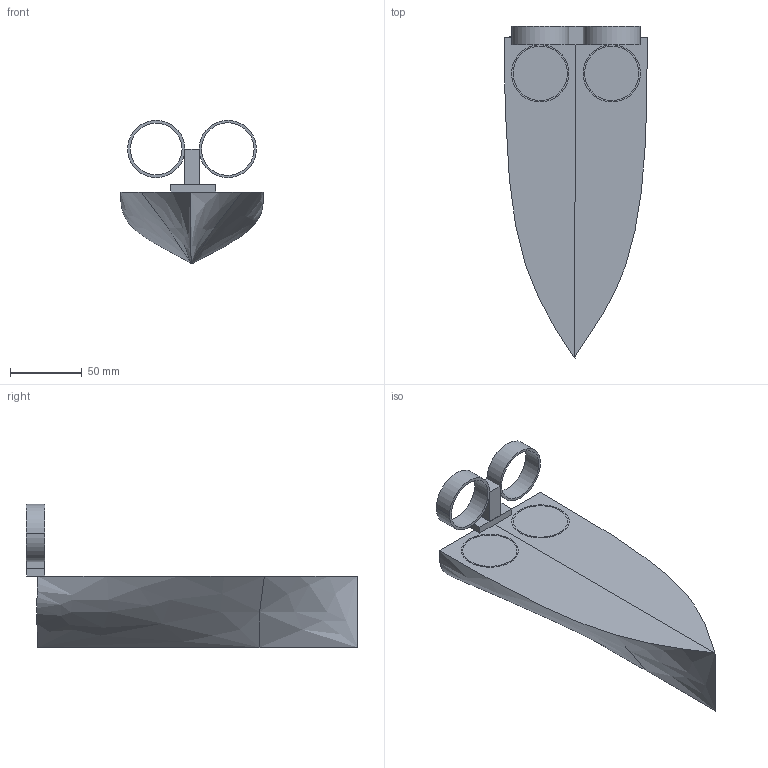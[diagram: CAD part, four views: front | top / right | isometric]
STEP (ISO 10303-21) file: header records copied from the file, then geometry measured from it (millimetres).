
FILE_DESCRIPTION(/* description */ (''),/* implementation_level */ '2;1');
FILE_NAME(/* name */ 'Boat v1.step',/* time_stamp */ '2022-10-29T15:53:10+05:30',/* author */ (''),/* organization */ (''),/* preprocessor_version */ 'ST-DEVELOPER v19.2',/* originating_system */ 'Autodesk Translation Framework v11.17.0.187',/* authorisation */ '');
FILE_SCHEMA (('AUTOMOTIVE_DESIGN { 1 0 10303 214 3 1 1 }'));
Length unit declared in the file: millimetre
Products named in the file (1): Boat
Bounding box: 100 x 231.75 x 100 mm (x, y, z)
Volume: 11128.3 mm3; surface area: 57572.2 mm2
Topology: 6 solids, 7 shells, 35 faces, 66 edges, 43 vertices
Faces by surface type: plane 20, cylinder 9, bspline 6
Full cylindrical faces by diameter (mm): 36.056 x1, 36.707 x1, 38 x2, 40 x3
Entity records: 1645 total; most frequent: CARTESIAN_POINT 916, DIRECTION 129, ORIENTED_EDGE 126, EDGE_CURVE 66, AXIS2_PLACEMENT_3D 48, EDGE_LOOP 43, VERTEX_POINT 43, FACE_OUTER_BOUND 35
